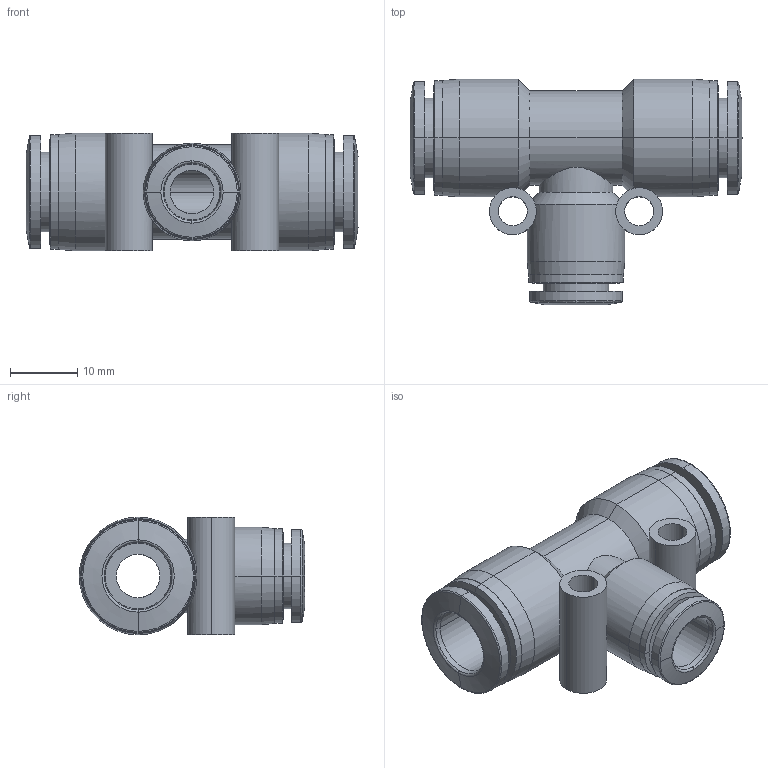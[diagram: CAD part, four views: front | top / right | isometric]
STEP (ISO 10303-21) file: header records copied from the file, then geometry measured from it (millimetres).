
FILE_DESCRIPTION (( 'STEP AP203' ), '1' );
FILE_NAME ('UTR38-516.step', '2016-02-15T20:02:43', ( '' ), ( '' ), 'SwSTEP 2.0', 'SolidWorks 2015', '' );
FILE_SCHEMA (( 'CONFIG_CONTROL_DESIGN' ));
Length unit declared in the file: inch
Products named in the file (1): UTR38-516
Bounding box: 49.4 x 33.55 x 17.5 mm (x, y, z)
Volume: 8919.9 mm3; surface area: 7280.1 mm2
Topology: 1 solids, 1 shells, 104 faces, 245 edges, 150 vertices
Faces by surface type: cylinder 46, cone 30, plane 16, bspline 12
Entity records: 3538 total; most frequent: CARTESIAN_POINT 1018, DIRECTION 553, ORIENTED_EDGE 490, EDGE_CURVE 245, AXIS2_PLACEMENT_3D 237, VERTEX_POINT 150, CIRCLE 144, EDGE_LOOP 123
